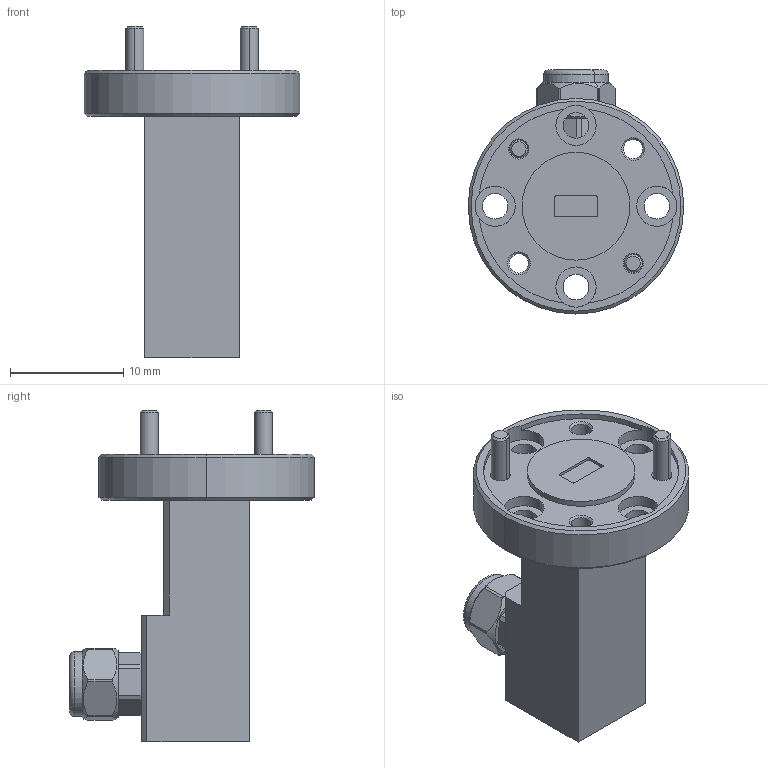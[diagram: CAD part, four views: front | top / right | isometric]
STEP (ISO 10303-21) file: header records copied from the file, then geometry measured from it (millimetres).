
FILE_DESCRIPTION (( 'STEP AP214' ), '1' );
FILE_NAME ('WC-VR-A-1.0.STEP', '2023-10-28T16:29:01', ( '' ), ( '' ), 'SwSTEP 2.0', 'SolidWorks 2021', '' );
FILE_SCHEMA (( 'AUTOMOTIVE_DESIGN' ));
Length unit declared in the file: inch
Products named in the file (1): WC-VR-A-1.0
Bounding box: 19.05 x 21.6 x 29.27 mm (x, y, z)
Volume: 2684.1 mm3; surface area: 1964.6 mm2
Topology: 3 solids, 3 shells, 149 faces, 362 edges, 228 vertices
Faces by surface type: plane 63, cylinder 53, cone 29, torus 2, bspline 2
Entity records: 7015 total; most frequent: CARTESIAN_POINT 1397, DIRECTION 805, ORIENTED_EDGE 724, EDGE_CURVE 362, AXIS2_PLACEMENT_3D 312, VERTEX_POINT 228, LINE 181, VECTOR 181
